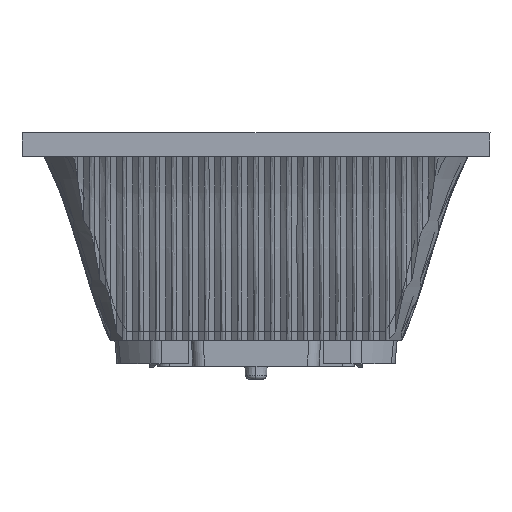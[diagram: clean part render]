
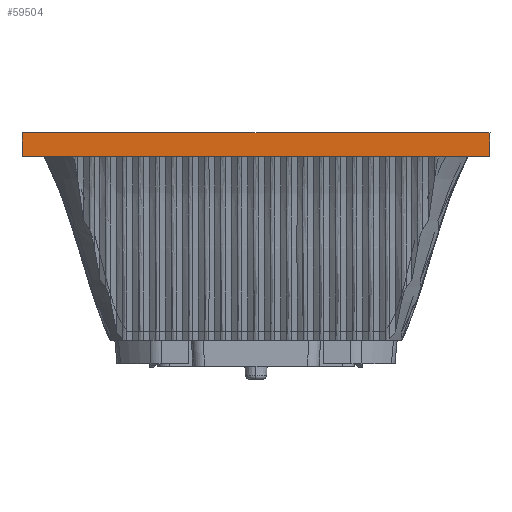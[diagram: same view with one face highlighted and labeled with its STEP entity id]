
A CAD part, front view. The second image highlights one B-rep face of the part: STEP entity #59504.
In plain terms, the highlighted planar face has unit normal (0, -1, -0.026).
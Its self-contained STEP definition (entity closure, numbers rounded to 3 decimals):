
#52=DIRECTION('',(1.,0.,0.));
#53=VECTOR('',#52,39.795);
#54=CARTESIAN_POINT('',(-55.717,-139.668,-1.499));
#55=LINE('',#54,#53);
#832=CARTESIAN_POINT('',(-55.717,-139.668,
-1.499));
#833=CARTESIAN_POINT('',(-55.723,-139.674,
-1.277));
#834=CARTESIAN_POINT('',(-55.735,-139.665,
-0.832));
#835=CARTESIAN_POINT('',(-55.752,-139.698,
-0.166));
#836=CARTESIAN_POINT('',(-55.764,-139.689,
0.279));
#837=CARTESIAN_POINT('',(-55.77,-139.695,
0.501));
#851=CARTESIAN_POINT('',(-15.923,-139.668,
-1.499));
#852=CARTESIAN_POINT('',(-15.905,-139.685,
-0.832));
#853=CARTESIAN_POINT('',(-15.888,-139.678,
-0.166));
#854=CARTESIAN_POINT('',(-15.87,-139.695,
0.501));
#2633=DIRECTION('',(-1.,0.,0.));
#2634=VECTOR('',#2633,39.899);
#2635=CARTESIAN_POINT('',(-15.87,-139.695,
0.501));
#2636=LINE('',#2635,#2634);
#51917=CARTESIAN_POINT('',(-55.717,-139.668,
-1.499));
#51918=CARTESIAN_POINT('',(-15.923,-139.668,
-1.499));
#51919=VERTEX_POINT('',#51917);
#51920=VERTEX_POINT('',#51918);
#52763=VERTEX_POINT('',#854);
#52764=VERTEX_POINT('',#837);
#59490=CARTESIAN_POINT('',(-92.411,-139.708,0.501));
#59491=DIRECTION('',(0.,1.,0.026));
#59492=DIRECTION('',(1.,0.,0.));
#59493=AXIS2_PLACEMENT_3D('',#59490,#59491,#59492);
#59494=PLANE('',#59493);
#59496=ORIENTED_EDGE('',*,*,#59495,.F.);
#59497=ORIENTED_EDGE('',*,*,#57831,.F.);
#59499=ORIENTED_EDGE('',*,*,#59498,.T.);
#59501=ORIENTED_EDGE('',*,*,#59500,.F.);
#59502=EDGE_LOOP('',(#59496,#59497,#59499,#59501));
#59503=FACE_OUTER_BOUND('',#59502,.F.);
#838=B_SPLINE_CURVE_WITH_KNOTS('',3,(#832,#833,#834,#835,#836,#837),
.UNSPECIFIED.,.F.,.F.,(4,1,1,4),(0.,0.333,0.667,1.),
.UNSPECIFIED.);
#855=B_SPLINE_CURVE_WITH_KNOTS('',3,(#851,#852,#853,#854),.UNSPECIFIED.,.F.,.F.,
(4,4),(0.,1.),.UNSPECIFIED.);
#57831=EDGE_CURVE('',#51919,#51920,#55,.T.);
#59495=EDGE_CURVE('',#51920,#52763,#855,.T.);
#59498=EDGE_CURVE('',#51919,#52764,#838,.T.);
#59500=EDGE_CURVE('',#52763,#52764,#2636,.T.);
#59504=ADVANCED_FACE('',(#59503),#59494,.F.);
